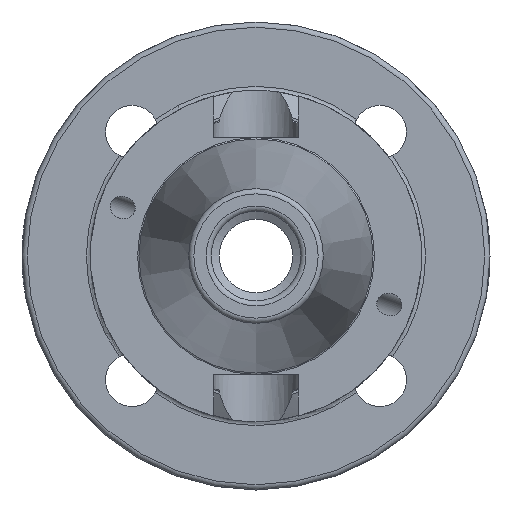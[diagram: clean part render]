
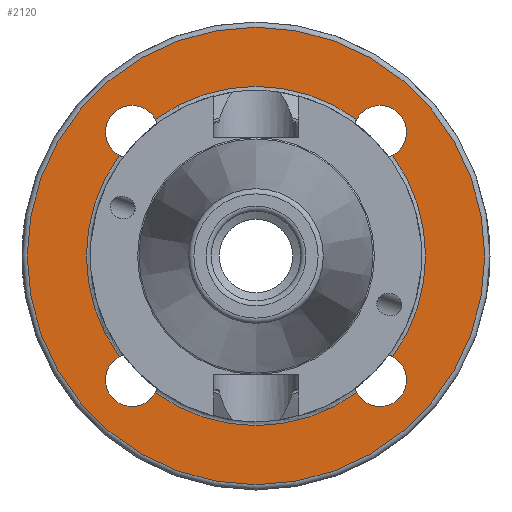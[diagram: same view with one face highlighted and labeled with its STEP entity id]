
A CAD part, left-side view. The second image highlights one B-rep face of the part: STEP entity #2120.
In plain terms, the highlighted planar face has unit normal (-1, 0, 0).
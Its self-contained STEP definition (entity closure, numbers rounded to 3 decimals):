
#35=FACE_BOUND('',#498,.T.);
#54=PLANE('',#2345);
#385=FACE_OUTER_BOUND('',#497,.T.);
#497=EDGE_LOOP('',(#1707,#1708));
#498=EDGE_LOOP('',(#1709,#1710,#1711,#1712,#1713,#1714,#1715,#1716,#1717,
#1718));
#564=CIRCLE('',#2198,5.053);
#565=CIRCLE('',#2199,5.053);
#570=CIRCLE('',#2206,5.053);
#574=CIRCLE('',#2212,5.053);
#575=CIRCLE('',#2213,5.053);
#580=CIRCLE('',#2220,5.053);
#594=CIRCLE('',#2242,32.25);
#595=CIRCLE('',#2244,32.25);
#596=CIRCLE('',#2246,32.25);
#660=CIRCLE('',#2343,43.5);
#661=CIRCLE('',#2344,43.5);
#662=CIRCLE('',#2346,32.25);
#788=VERTEX_POINT('',#3167);
#789=VERTEX_POINT('',#3169);
#796=VERTEX_POINT('',#3213);
#805=VERTEX_POINT('',#3268);
#806=VERTEX_POINT('',#3281);
#814=VERTEX_POINT('',#3333);
#815=VERTEX_POINT('',#3335);
#822=VERTEX_POINT('',#3379);
#831=VERTEX_POINT('',#3434);
#832=VERTEX_POINT('',#3447);
#919=VERTEX_POINT('',#3817);
#920=VERTEX_POINT('',#3819);
#1028=EDGE_CURVE('',#789,#788,#564,.T.);
#1037=EDGE_CURVE('',#788,#796,#565,.T.);
#1048=EDGE_CURVE('',#806,#805,#570,.T.);
#1058=EDGE_CURVE('',#815,#814,#574,.T.);
#1067=EDGE_CURVE('',#814,#822,#575,.T.);
#1078=EDGE_CURVE('',#832,#831,#580,.T.);
#1100=EDGE_CURVE('',#789,#831,#594,.T.);
#1101=EDGE_CURVE('',#806,#822,#595,.T.);
#1102=EDGE_CURVE('',#832,#805,#596,.T.);
#1209=EDGE_CURVE('',#919,#920,#660,.T.);
#1210=EDGE_CURVE('',#920,#919,#661,.T.);
#1211=EDGE_CURVE('',#815,#796,#662,.T.);
#1707=ORIENTED_EDGE('',*,*,#1210,.F.);
#1708=ORIENTED_EDGE('',*,*,#1209,.F.);
#1709=ORIENTED_EDGE('',*,*,#1028,.T.);
#1710=ORIENTED_EDGE('',*,*,#1037,.T.);
#1711=ORIENTED_EDGE('',*,*,#1211,.F.);
#1712=ORIENTED_EDGE('',*,*,#1058,.T.);
#1713=ORIENTED_EDGE('',*,*,#1067,.T.);
#1714=ORIENTED_EDGE('',*,*,#1101,.F.);
#1715=ORIENTED_EDGE('',*,*,#1048,.T.);
#1716=ORIENTED_EDGE('',*,*,#1102,.F.);
#1717=ORIENTED_EDGE('',*,*,#1078,.T.);
#1718=ORIENTED_EDGE('',*,*,#1100,.F.);
#2120=ADVANCED_FACE('',(#385,#35),#54,.T.);
#2198=AXIS2_PLACEMENT_3D('',#3170,#2487,#2488);
#2199=AXIS2_PLACEMENT_3D('',#3226,#2493,#2494);
#2206=AXIS2_PLACEMENT_3D('',#3282,#2510,#2511);
#2212=AXIS2_PLACEMENT_3D('',#3336,#2525,#2526);
#2213=AXIS2_PLACEMENT_3D('',#3392,#2531,#2532);
#2220=AXIS2_PLACEMENT_3D('',#3448,#2548,#2549);
#2242=AXIS2_PLACEMENT_3D('',#3526,#2595,#2596);
#2244=AXIS2_PLACEMENT_3D('',#3528,#2599,#2600);
#2246=AXIS2_PLACEMENT_3D('',#3530,#2603,#2604);
#2343=AXIS2_PLACEMENT_3D('',#3820,#2833,#2834);
#2344=AXIS2_PLACEMENT_3D('',#3821,#2835,#2836);
#2345=AXIS2_PLACEMENT_3D('',#3822,#2837,#2838);
#2346=AXIS2_PLACEMENT_3D('',#3823,#2839,#2840);
#2487=DIRECTION('center_axis',(1.,0.,0.));
#2488=DIRECTION('ref_axis',(0.,0.,-1.));
#2493=DIRECTION('center_axis',(1.,0.,0.));
#2494=DIRECTION('ref_axis',(0.,0.,-1.));
#2510=DIRECTION('center_axis',(1.,0.,0.));
#2511=DIRECTION('ref_axis',(0.,0.,-1.));
#2525=DIRECTION('center_axis',(1.,0.,0.));
#2526=DIRECTION('ref_axis',(0.,0.,-1.));
#2531=DIRECTION('center_axis',(1.,0.,0.));
#2532=DIRECTION('ref_axis',(0.,0.,-1.));
#2548=DIRECTION('center_axis',(1.,0.,0.));
#2549=DIRECTION('ref_axis',(0.,0.,-1.));
#2595=DIRECTION('center_axis',(-1.,0.,0.));
#2596=DIRECTION('ref_axis',(0.,-1.,0.));
#2599=DIRECTION('center_axis',(-1.,0.,0.));
#2600=DIRECTION('ref_axis',(0.,-1.,0.));
#2603=DIRECTION('center_axis',(-1.,0.,0.));
#2604=DIRECTION('ref_axis',(0.,-1.,0.));
#2833=DIRECTION('center_axis',(1.,0.,0.));
#2834=DIRECTION('ref_axis',(0.,-1.,0.));
#2835=DIRECTION('center_axis',(1.,0.,0.));
#2836=DIRECTION('ref_axis',(0.,-1.,0.));
#2837=DIRECTION('center_axis',(-1.,0.,0.));
#2838=DIRECTION('ref_axis',(0.,0.,1.));
#2839=DIRECTION('center_axis',(-1.,0.,0.));
#2840=DIRECTION('ref_axis',(0.,-1.,0.));
#3167=CARTESIAN_POINT('',(35.,23.582,28.635));
#3169=CARTESIAN_POINT('',(35.,25.966,19.127));
#3170=CARTESIAN_POINT('Origin',(35.,23.582,23.582));
#3213=CARTESIAN_POINT('',(35.,19.127,25.966));
#3226=CARTESIAN_POINT('Origin',(35.,23.582,23.582));
#3268=CARTESIAN_POINT('',(35.,-19.127,-25.966));
#3281=CARTESIAN_POINT('',(35.,-25.966,-19.127));
#3282=CARTESIAN_POINT('Origin',(35.,-23.582,-23.582));
#3333=CARTESIAN_POINT('',(35.,-23.582,28.635));
#3335=CARTESIAN_POINT('',(35.,-19.127,25.966));
#3336=CARTESIAN_POINT('Origin',(35.,-23.582,23.582));
#3379=CARTESIAN_POINT('',(35.,-25.966,19.127));
#3392=CARTESIAN_POINT('Origin',(35.,-23.582,23.582));
#3434=CARTESIAN_POINT('',(35.,25.966,-19.127));
#3447=CARTESIAN_POINT('',(35.,19.127,-25.966));
#3448=CARTESIAN_POINT('Origin',(35.,23.582,-23.582));
#3526=CARTESIAN_POINT('Origin',(35.,0.,0.));
#3528=CARTESIAN_POINT('Origin',(35.,0.,0.));
#3530=CARTESIAN_POINT('Origin',(35.,0.,0.));
#3817=CARTESIAN_POINT('',(35.,0.,43.5));
#3819=CARTESIAN_POINT('',(35.,43.5,0.));
#3820=CARTESIAN_POINT('Origin',(35.,0.,0.));
#3821=CARTESIAN_POINT('Origin',(35.,0.,0.));
#3822=CARTESIAN_POINT('Origin',(35.,37.875,0.));
#3823=CARTESIAN_POINT('Origin',(35.,0.,0.));
